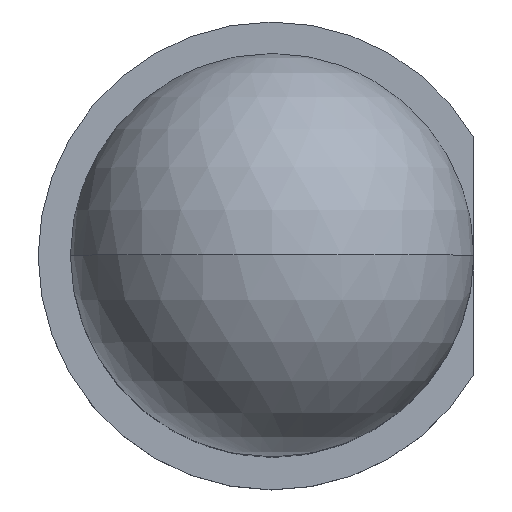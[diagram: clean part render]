
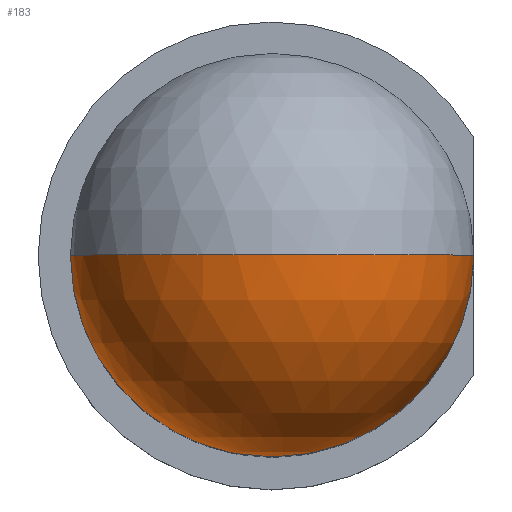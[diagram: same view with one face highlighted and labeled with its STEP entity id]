
A CAD part, top view. The second image highlights one B-rep face of the part: STEP entity #183.
In plain terms, the highlighted spherical face has radius 2.5 mm.
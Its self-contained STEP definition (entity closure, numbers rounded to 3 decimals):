
#59 = CARTESIAN_POINT ( 'NONE',  ( 0., 0., 10.1 ) ) ;
#74 = DIRECTION ( 'NONE',  ( 0., -1., 0. ) ) ;
#76 = DIRECTION ( 'NONE',  ( 1., 0., 0. ) ) ;
#79 = CARTESIAN_POINT ( 'NONE',  ( 0., 0., 10.1 ) ) ;
#109 = CARTESIAN_POINT ( 'NONE',  ( 0., 0., 12.6 ) ) ;
#160 = EDGE_CURVE ( 'NONE', #1394, #1405, #1025, .T. ) ;
#183 = ADVANCED_FACE ( 'NONE', ( #614 ), #1022, .T. ) ;
#222 = ORIENTED_EDGE ( 'NONE', *, *, #160, .T. ) ;
#224 = CARTESIAN_POINT ( 'NONE',  ( 2.5, 0., 10.1 ) ) ;
#232 = ORIENTED_EDGE ( 'NONE', *, *, #788, .F. ) ;
#400 = AXIS2_PLACEMENT_3D ( 'NONE', #1159, #1517, #76 ) ;
#436 = DIRECTION ( 'NONE',  ( -1., 0., 0. ) ) ;
#559 = AXIS2_PLACEMENT_3D ( 'NONE', #59, #1058, #436 ) ;
#614 = FACE_OUTER_BOUND ( 'NONE', #1377, .T. ) ;
#754 = EDGE_CURVE ( 'NONE', #1207, #1394, #1161, .T. ) ;
#788 = EDGE_CURVE ( 'NONE', #1207, #1405, #938, .T. ) ;
#806 = DIRECTION ( 'NONE',  ( 0., 1., 0. ) ) ;
#832 = AXIS2_PLACEMENT_3D ( 'NONE', #1306, #806, #936 ) ;
#936 = DIRECTION ( 'NONE',  ( 1., 0., 0. ) ) ;
#938 = CIRCLE ( 'NONE', #559, 2.5 ) ;
#1022 = SPHERICAL_SURFACE ( 'NONE', #832, 2.5 ) ;
#1025 = CIRCLE ( 'NONE', #1250, 2.5 ) ;
#1058 = DIRECTION ( 'NONE',  ( 0., 1., 0. ) ) ;
#1132 = CARTESIAN_POINT ( 'NONE',  ( -2.5, 0., 10.1 ) ) ;
#1159 = CARTESIAN_POINT ( 'NONE',  ( 0., 0., 10.1 ) ) ;
#1161 = CIRCLE ( 'NONE', #400, 2.5 ) ;
#1177 = ORIENTED_EDGE ( 'NONE', *, *, #754, .T. ) ;
#1207 = VERTEX_POINT ( 'NONE', #1132 ) ;
#1250 = AXIS2_PLACEMENT_3D ( 'NONE', #79, #74, #1422 ) ;
#1306 = CARTESIAN_POINT ( 'NONE',  ( 0., 0., 10.1 ) ) ;
#1377 = EDGE_LOOP ( 'NONE', ( #232, #1177, #222 ) ) ;
#1394 = VERTEX_POINT ( 'NONE', #224 ) ;
#1405 = VERTEX_POINT ( 'NONE', #109 ) ;
#1422 = DIRECTION ( 'NONE',  ( 0., 0., -1. ) ) ;
#1517 = DIRECTION ( 'NONE',  ( 0., 0., 1. ) ) ;
